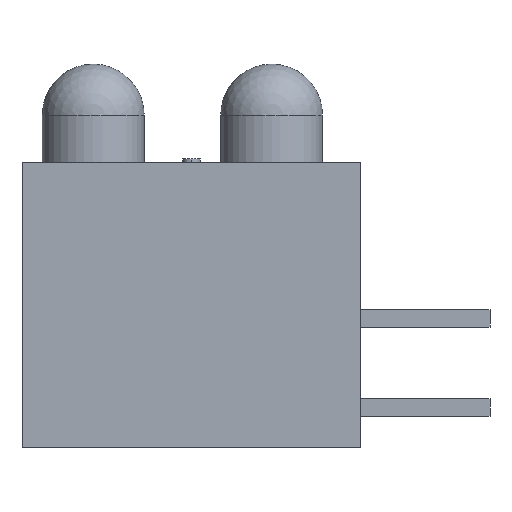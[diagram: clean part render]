
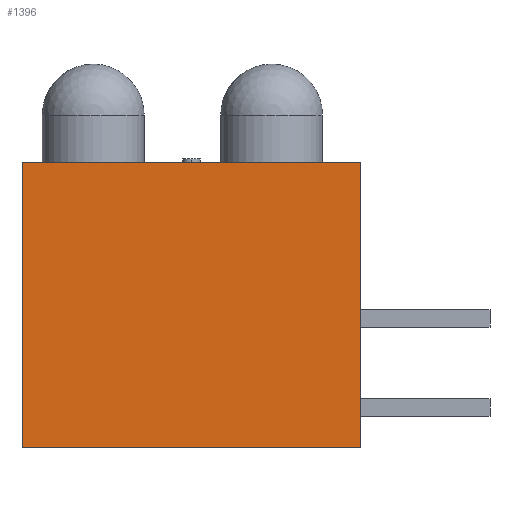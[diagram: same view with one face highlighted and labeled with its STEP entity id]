
A CAD part, left-side view. The second image highlights one B-rep face of the part: STEP entity #1396.
In plain terms, the highlighted planar face has unit normal (-1, 0, 0).
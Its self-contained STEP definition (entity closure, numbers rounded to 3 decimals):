
#1185 = VERTEX_POINT ( 'NONE', #6120 ) ;
#1186 = VERTEX_POINT ( 'NONE', #6114 ) ;
#1191 = EDGE_CURVE ( 'NONE', #2209, #1185, #6111, .T. ) ;
#1265 = EDGE_CURVE ( 'NONE', #2159, #1186, #6274, .T. ) ;
#1331 = EDGE_LOOP ( 'NONE', ( #1380, #1381, #1390, #1386 ) ) ;
#1350 = EDGE_CURVE ( 'NONE', #1186, #1185, #6425, .T. ) ;
#1380 = ORIENTED_EDGE ( 'NONE', *, *, #1350, .F. ) ;
#1381 = ORIENTED_EDGE ( 'NONE', *, *, #1265, .F. ) ;
#1386 = ORIENTED_EDGE ( 'NONE', *, *, #1191, .T. ) ;
#1390 = ORIENTED_EDGE ( 'NONE', *, *, #2208, .T. ) ;
#1396 = ADVANCED_FACE ( 'NONE', ( #6486 ), #6476, .F. ) ;
#2159 = VERTEX_POINT ( 'NONE', #8581 ) ;
#2208 = EDGE_CURVE ( 'NONE', #2159, #2209, #8699, .T. ) ;
#2209 = VERTEX_POINT ( 'NONE', #8708 ) ;
#6109 = VECTOR ( 'NONE', #6165, 1000. ) ;
#6110 = CARTESIAN_POINT ( 'NONE',  ( -2.15, 0.071, -4.065 ) ) ;
#6111 = LINE ( 'NONE', #6110, #6109 ) ;
#6114 = CARTESIAN_POINT ( 'NONE',  ( -2.15, -4.825, 4.065 ) ) ;
#6120 = CARTESIAN_POINT ( 'NONE',  ( -2.15, -4.825, -4.065 ) ) ;
#6165 = DIRECTION ( 'NONE',  ( 0., -1., 0. ) ) ;
#6271 = DIRECTION ( 'NONE',  ( 0., -1., 0. ) ) ;
#6272 = VECTOR ( 'NONE', #6271, 1000. ) ;
#6273 = CARTESIAN_POINT ( 'NONE',  ( -2.15, 0.071, 4.065 ) ) ;
#6274 = LINE ( 'NONE', #6273, #6272 ) ;
#6422 = DIRECTION ( 'NONE',  ( 0., 0., -1. ) ) ;
#6423 = VECTOR ( 'NONE', #6422, 1000. ) ;
#6424 = CARTESIAN_POINT ( 'NONE',  ( -2.15, -4.825, -10.631 ) ) ;
#6425 = LINE ( 'NONE', #6424, #6423 ) ;
#6472 = CARTESIAN_POINT ( 'NONE',  ( -2.15, 0.071, -10.631 ) ) ;
#6476 = PLANE ( 'NONE',  #6477 ) ;
#6477 = AXIS2_PLACEMENT_3D ( 'NONE', #6472, #6505, #6504 ) ;
#6486 = FACE_OUTER_BOUND ( 'NONE', #1331, .T. ) ;
#6504 = DIRECTION ( 'NONE',  ( 0., 0., -1. ) ) ;
#6505 = DIRECTION ( 'NONE',  ( 1., 0., 0. ) ) ;
#8581 = CARTESIAN_POINT ( 'NONE',  ( -2.15, 4.825, 4.065 ) ) ;
#8696 = DIRECTION ( 'NONE',  ( 0., 0., -1. ) ) ;
#8697 = VECTOR ( 'NONE', #8696, 1000. ) ;
#8698 = CARTESIAN_POINT ( 'NONE',  ( -2.15, 4.825, -10.631 ) ) ;
#8699 = LINE ( 'NONE', #8698, #8697 ) ;
#8708 = CARTESIAN_POINT ( 'NONE',  ( -2.15, 4.825, -4.065 ) ) ;
